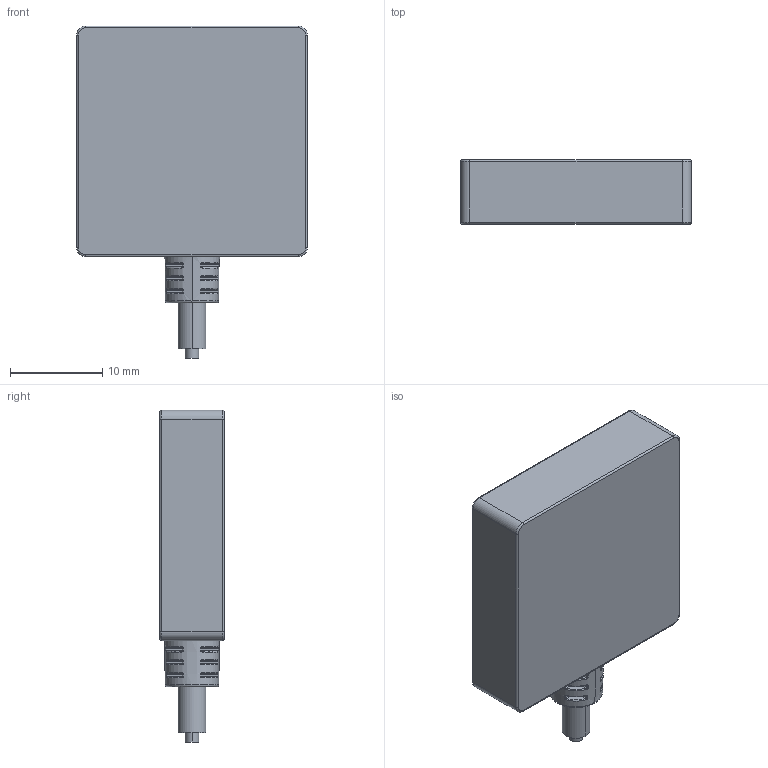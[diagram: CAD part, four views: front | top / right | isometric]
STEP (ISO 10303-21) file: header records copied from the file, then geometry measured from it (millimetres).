
FILE_DESCRIPTION((''),'2;1');
FILE_NAME('LED','2013-08-04T',('GeO'),(''),'PRO/ENGINEER BY PARAMETRIC TECHNOLOGY CORPORATION, 2012130','PRO/ENGINEER BY PARAMETRIC TECHNOLOGY CORPORATION, 2012130','');
FILE_SCHEMA(('CONFIG_CONTROL_DESIGN'));
Length unit declared in the file: millimetre
Products named in the file (1): LED
Bounding box: 25.07 x 7 x 36.07 mm (x, y, z)
Volume: 4556 mm3; surface area: 2117.2 mm2
Topology: 1 solids, 1 shells, 265 faces, 558 edges, 310 vertices
Faces by surface type: cylinder 76, bspline 72, plane 57, torus 34, sphere 24, cone 2
Entity records: 15717 total; most frequent: CARTESIAN_POINT 5832, ORIENTED_EDGE 1116, DIRECTION 1088, PRESENTATION_STYLE_ASSIGNMENT 797, STYLED_ITEM 559, CURVE_STYLE 558, EDGE_CURVE 558, FILL_AREA_STYLE_COLOUR 477
